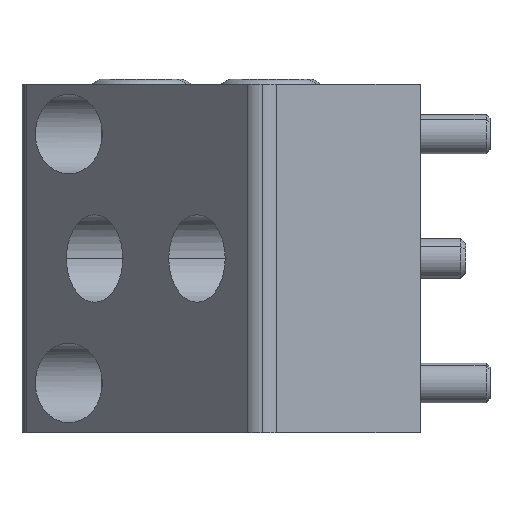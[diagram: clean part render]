
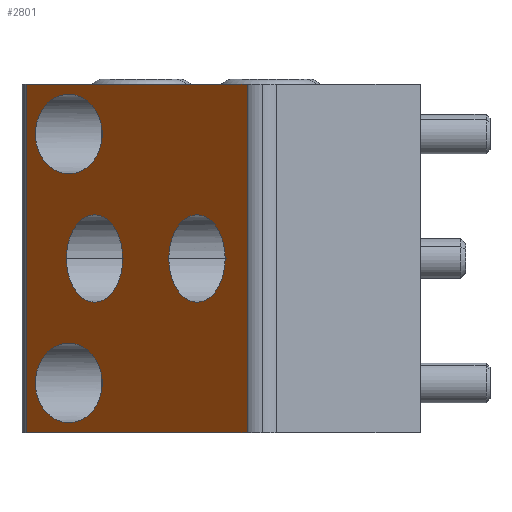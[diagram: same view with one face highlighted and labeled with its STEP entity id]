
A CAD part, left-side view. The second image highlights one B-rep face of the part: STEP entity #2801.
In plain terms, the highlighted planar face has unit normal (-0.643, 0.766, 0).
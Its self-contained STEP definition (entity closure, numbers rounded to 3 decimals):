
#4 = CARTESIAN_POINT ( 'NONE',  ( -32., 28.586, 26. ) ) ;
#16 = CARTESIAN_POINT ( 'NONE',  ( -45.328, 17.403, 35. ) ) ;
#33 = EDGE_LOOP ( 'NONE', ( #6666, #4295 ) ) ;
#93 = CARTESIAN_POINT ( 'NONE',  ( -18.956, 39.532, 0. ) ) ;
#111 = CARTESIAN_POINT ( 'NONE',  ( -24., 35.299, 34. ) ) ;
#164 = DIRECTION ( 'NONE',  ( -0.766, -0.643, 0. ) ) ;
#200 = DIRECTION ( 'NONE',  ( -0.766, -0.643, 0. ) ) ;
#304 = FACE_BOUND ( 'NONE', #33, .T. ) ;
#583 = CARTESIAN_POINT ( 'NONE',  ( -32., 28.586, 34. ) ) ;
#613 = CARTESIAN_POINT ( 'NONE',  ( -24., 35.299, 26. ) ) ;
#841 = FACE_BOUND ( 'NONE', #4196, .T. ) ;
#862 = DIRECTION ( 'NONE',  ( 0., 0., -1. ) ) ;
#915 = EDGE_CURVE ( 'NONE', #4263, #2337, #3726, .T. ) ;
#972 = CARTESIAN_POINT ( 'NONE',  ( -30.453, 29.884, 17.5 ) ) ;
#1064 = CARTESIAN_POINT ( 'NONE',  ( -45.328, 17.403, 0. ) ) ;
#1094 = DIRECTION ( 'NONE',  ( -0.766, -0.643, 0. ) ) ;
#1302 = VECTOR ( 'NONE', #164, 1000. ) ;
#1304 = CARTESIAN_POINT ( 'NONE',  ( -16., 42.012, 34. ) ) ;
#1347 = CARTESIAN_POINT ( 'NONE',  ( -16., 42.012, 26. ) ) ;
#1399 = ORIENTED_EDGE ( 'NONE', *, *, #7096, .F. ) ;
#1441 = LINE ( 'NONE', #3795, #5391 ) ;
#1541 = EDGE_CURVE ( 'NONE', #5999, #5481, #5802, .T. ) ;
#1561 = AXIS2_PLACEMENT_3D ( 'NONE', #6252, #2039, #5602 ) ;
#1567 = AXIS2_PLACEMENT_3D ( 'NONE', #6377, #4761, #1094 ) ;
#1645 = VERTEX_POINT ( 'NONE', #3195 ) ;
#1649 = CARTESIAN_POINT ( 'NONE',  ( -24., 35.299, 9. ) ) ;
#1686 = CARTESIAN_POINT ( 'NONE',  ( -32., 28.586, 1. ) ) ;
#1869 = DIRECTION ( 'NONE',  ( -0.766, -0.643, 0. ) ) ;
#1871 = CARTESIAN_POINT ( 'NONE',  ( -16., 42.012, 1. ) ) ;
#2031 = FACE_BOUND ( 'NONE', #2076, .T. ) ;
#2039 = DIRECTION ( 'NONE',  ( -0.643, 0.766, 0. ) ) ;
#2076 = EDGE_LOOP ( 'NONE', ( #5033, #4711 ) ) ;
#2202 = CARTESIAN_POINT ( 'NONE',  ( -23.712, 35.541, 17.5 ) ) ;
#2337 = VERTEX_POINT ( 'NONE', #6063 ) ;
#2365 = DIRECTION ( 'NONE',  ( 0., 0., 1. ) ) ;
#2474 = CARTESIAN_POINT ( 'NONE',  ( -27.083, 32.712, 17.5 ) ) ;
#2512 = CARTESIAN_POINT ( 'NONE',  ( -16., 42.012, 9. ) ) ;
#2801 = ADVANCED_FACE ( 'NONE', ( #841, #3150, #2031, #304, #4975 ), #6696, .F. ) ;
#2859 = VERTEX_POINT ( 'NONE', #6841 ) ;
#2936 = EDGE_CURVE ( 'NONE', #2337, #4263, #3427, .T. ) ;
#2977 = ORIENTED_EDGE ( 'NONE', *, *, #3378, .T. ) ;
#3098 = LINE ( 'NONE', #5461, #1302 ) ;
#3150 = FACE_BOUND ( 'NONE', #7261, .T. ) ;
#3162 = CARTESIAN_POINT ( 'NONE',  ( -47., 16., 35. ) ) ;
#3195 = CARTESIAN_POINT ( 'NONE',  ( -18.956, 39.532, 35. ) ) ;
#3219 = CARTESIAN_POINT ( 'NONE',  ( -24., 35.299, 9. ) ) ;
#3314 = ORIENTED_EDGE ( 'NONE', *, *, #5069, .F. ) ;
#3345 = EDGE_CURVE ( 'NONE', #1645, #2859, #4334, .T. ) ;
#3378 = EDGE_CURVE ( 'NONE', #3976, #2859, #5926, .T. ) ;
#3427 =( BOUNDED_CURVE ( )  B_SPLINE_CURVE ( 3, ( #1649, #7576, #1686, #6990 ),
 .UNSPECIFIED., .F., .F. ) 
 B_SPLINE_CURVE_WITH_KNOTS ( ( 4, 4 ),
 ( 1.571, 4.712 ),
 .UNSPECIFIED. ) 
 CURVE ( )  GEOMETRIC_REPRESENTATION_ITEM ( )  RATIONAL_B_SPLINE_CURVE ( ( 1., 0.333, 0.333, 1. ) ) 
 REPRESENTATION_ITEM ( '' )  );
#3726 =( BOUNDED_CURVE ( )  B_SPLINE_CURVE ( 3, ( #3798, #1871, #2512, #3219 ),
 .UNSPECIFIED., .F., .F. ) 
 B_SPLINE_CURVE_WITH_KNOTS ( ( 4, 4 ),
 ( 4.712, 7.854 ),
 .UNSPECIFIED. ) 
 CURVE ( )  GEOMETRIC_REPRESENTATION_ITEM ( )  RATIONAL_B_SPLINE_CURVE ( ( 1., 0.333, 0.333, 1. ) ) 
 REPRESENTATION_ITEM ( '' )  );
#3778 = AXIS2_PLACEMENT_3D ( 'NONE', #6171, #6663, #6774 ) ;
#3792 = VECTOR ( 'NONE', #2365, 1000. ) ;
#3795 = CARTESIAN_POINT ( 'NONE',  ( -18.956, 39.532, 35. ) ) ;
#3798 = CARTESIAN_POINT ( 'NONE',  ( -24., 35.299, 1. ) ) ;
#3924 = CARTESIAN_POINT ( 'NONE',  ( -24., 35.299, 34. ) ) ;
#3976 = VERTEX_POINT ( 'NONE', #1064 ) ;
#4105 = CARTESIAN_POINT ( 'NONE',  ( -24., 35.299, 26. ) ) ;
#4155 = CIRCLE ( 'NONE', #5885, 4.4 ) ;
#4196 = EDGE_LOOP ( 'NONE', ( #5905, #5967 ) ) ;
#4219 = DIRECTION ( 'NONE',  ( -0.643, 0.766, 0. ) ) ;
#4263 = VERTEX_POINT ( 'NONE', #7266 ) ;
#4266 = CARTESIAN_POINT ( 'NONE',  ( -42.71, 19.6, 17.5 ) ) ;
#4295 = ORIENTED_EDGE ( 'NONE', *, *, #915, .T. ) ;
#4334 = LINE ( 'NONE', #3162, #7464 ) ;
#4344 = EDGE_LOOP ( 'NONE', ( #7040, #2977, #6618, #5431 ) ) ;
#4364 = DIRECTION ( 'NONE',  ( -0.766, -0.643, 0. ) ) ;
#4474 = VERTEX_POINT ( 'NONE', #93 ) ;
#4711 = ORIENTED_EDGE ( 'NONE', *, *, #1541, .T. ) ;
#4761 = DIRECTION ( 'NONE',  ( -0.643, 0.766, 0. ) ) ;
#4975 = FACE_OUTER_BOUND ( 'NONE', #4344, .T. ) ;
#5033 = ORIENTED_EDGE ( 'NONE', *, *, #6259, .T. ) ;
#5069 = EDGE_CURVE ( 'NONE', #5732, #5754, #7381, .T. ) ;
#5118 = VERTEX_POINT ( 'NONE', #972 ) ;
#5176 = AXIS2_PLACEMENT_3D ( 'NONE', #6067, #4219, #200 ) ;
#5386 = CIRCLE ( 'NONE', #1561, 4.4 ) ;
#5391 = VECTOR ( 'NONE', #862, 1000. ) ;
#5431 = ORIENTED_EDGE ( 'NONE', *, *, #7236, .T. ) ;
#5461 = CARTESIAN_POINT ( 'NONE',  ( -47., 16., 0. ) ) ;
#5481 = VERTEX_POINT ( 'NONE', #3924 ) ;
#5602 = DIRECTION ( 'NONE',  ( -0.766, -0.643, 0. ) ) ;
#5732 = VERTEX_POINT ( 'NONE', #4266 ) ;
#5754 = VERTEX_POINT ( 'NONE', #6231 ) ;
#5802 =( BOUNDED_CURVE ( )  B_SPLINE_CURVE ( 3, ( #613, #1347, #1304, #111 ),
 .UNSPECIFIED., .F., .F. ) 
 B_SPLINE_CURVE_WITH_KNOTS ( ( 4, 4 ),
 ( 4.712, 7.854 ),
 .UNSPECIFIED. ) 
 CURVE ( )  GEOMETRIC_REPRESENTATION_ITEM ( )  RATIONAL_B_SPLINE_CURVE ( ( 1., 0.333, 0.333, 1. ) ) 
 REPRESENTATION_ITEM ( '' )  );
#5885 = AXIS2_PLACEMENT_3D ( 'NONE', #2474, #7136, #1869 ) ;
#5905 = ORIENTED_EDGE ( 'NONE', *, *, #7267, .F. ) ;
#5926 = LINE ( 'NONE', #16, #3792 ) ;
#5967 = ORIENTED_EDGE ( 'NONE', *, *, #6558, .F. ) ;
#5999 = VERTEX_POINT ( 'NONE', #4105 ) ;
#6058 = EDGE_CURVE ( 'NONE', #4474, #3976, #3098, .T. ) ;
#6063 = CARTESIAN_POINT ( 'NONE',  ( -24., 35.299, 9. ) ) ;
#6067 = CARTESIAN_POINT ( 'NONE',  ( -39.34, 22.428, 17.5 ) ) ;
#6171 = CARTESIAN_POINT ( 'NONE',  ( -47., 16., 35. ) ) ;
#6231 = CARTESIAN_POINT ( 'NONE',  ( -35.969, 25.256, 17.5 ) ) ;
#6252 = CARTESIAN_POINT ( 'NONE',  ( -27.083, 32.712, 17.5 ) ) ;
#6259 = EDGE_CURVE ( 'NONE', #5481, #5999, #7616, .T. ) ;
#6377 = CARTESIAN_POINT ( 'NONE',  ( -39.34, 22.428, 17.5 ) ) ;
#6558 = EDGE_CURVE ( 'NONE', #7313, #5118, #5386, .T. ) ;
#6618 = ORIENTED_EDGE ( 'NONE', *, *, #3345, .F. ) ;
#6663 = DIRECTION ( 'NONE',  ( 0.643, -0.766, 0. ) ) ;
#6666 = ORIENTED_EDGE ( 'NONE', *, *, #2936, .T. ) ;
#6696 = PLANE ( 'NONE',  #3778 ) ;
#6774 = DIRECTION ( 'NONE',  ( 0.766, 0.643, 0. ) ) ;
#6841 = CARTESIAN_POINT ( 'NONE',  ( -45.328, 17.403, 35. ) ) ;
#6931 = CARTESIAN_POINT ( 'NONE',  ( -24., 35.299, 26. ) ) ;
#6990 = CARTESIAN_POINT ( 'NONE',  ( -24., 35.299, 1. ) ) ;
#7040 = ORIENTED_EDGE ( 'NONE', *, *, #6058, .T. ) ;
#7096 = EDGE_CURVE ( 'NONE', #5754, #5732, #7460, .T. ) ;
#7136 = DIRECTION ( 'NONE',  ( -0.643, 0.766, 0. ) ) ;
#7236 = EDGE_CURVE ( 'NONE', #1645, #4474, #1441, .T. ) ;
#7261 = EDGE_LOOP ( 'NONE', ( #3314, #1399 ) ) ;
#7266 = CARTESIAN_POINT ( 'NONE',  ( -24., 35.299, 1. ) ) ;
#7267 = EDGE_CURVE ( 'NONE', #5118, #7313, #4155, .T. ) ;
#7313 = VERTEX_POINT ( 'NONE', #2202 ) ;
#7381 = CIRCLE ( 'NONE', #5176, 4.4 ) ;
#7460 = CIRCLE ( 'NONE', #1567, 4.4 ) ;
#7464 = VECTOR ( 'NONE', #4364, 1000. ) ;
#7474 = CARTESIAN_POINT ( 'NONE',  ( -24., 35.299, 34. ) ) ;
#7576 = CARTESIAN_POINT ( 'NONE',  ( -32., 28.586, 9. ) ) ;
#7616 =( BOUNDED_CURVE ( )  B_SPLINE_CURVE ( 3, ( #7474, #583, #4, #6931 ),
 .UNSPECIFIED., .F., .F. ) 
 B_SPLINE_CURVE_WITH_KNOTS ( ( 4, 4 ),
 ( 1.571, 4.712 ),
 .UNSPECIFIED. ) 
 CURVE ( )  GEOMETRIC_REPRESENTATION_ITEM ( )  RATIONAL_B_SPLINE_CURVE ( ( 1., 0.333, 0.333, 1. ) ) 
 REPRESENTATION_ITEM ( '' )  );
